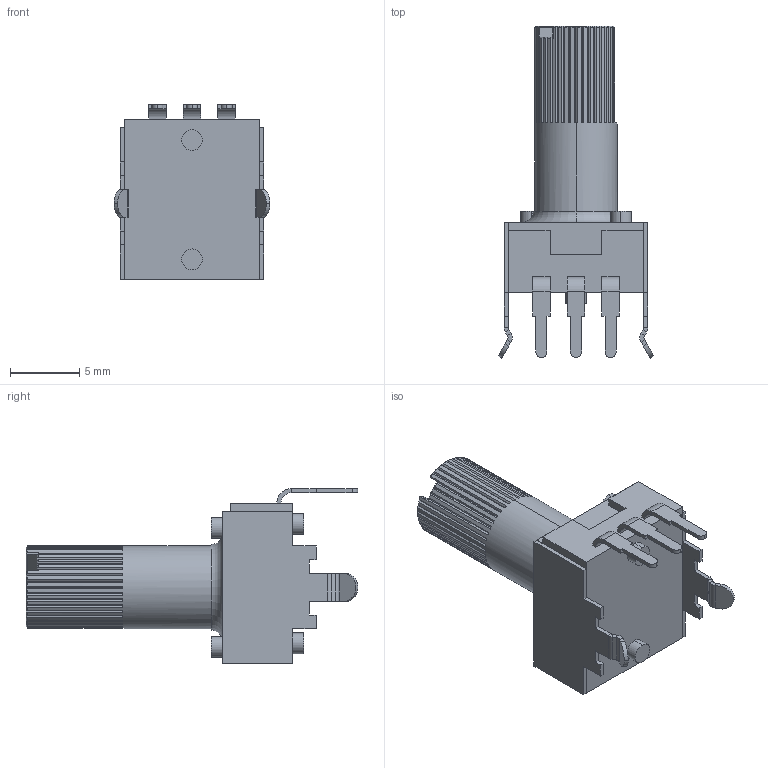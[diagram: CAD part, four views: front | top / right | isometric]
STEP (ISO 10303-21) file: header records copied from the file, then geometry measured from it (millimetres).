
FILE_DESCRIPTION (( 'STEP AP214' ), '1' );
FILE_NAME ('User Library-P090S-topadjust.STEP', '2018-01-09T10:14:22', ( '' ), ( '' ), 'SwSTEP 2.0', 'SolidWorks 2018', '' );
FILE_SCHEMA (( 'AUTOMOTIVE_DESIGN' ));
Length unit declared in the file: millimetre
Products named in the file (1): User Library-P090S-topadjust
Bounding box: 11.27 x 24.02 x 12.65 mm (x, y, z)
Volume: 986.3 mm3; surface area: 1193.2 mm2
Topology: 7 solids, 7 shells, 319 faces, 809 edges, 513 vertices
Faces by surface type: plane 246, cylinder 36, cone 31, bspline 4, torus 2
Entity records: 11050 total; most frequent: CARTESIAN_POINT 1914, ORIENTED_EDGE 1618, DIRECTION 1537, EDGE_CURVE 809, LINE 571, VECTOR 571, VERTEX_POINT 513, AXIS2_PLACEMENT_3D 483
